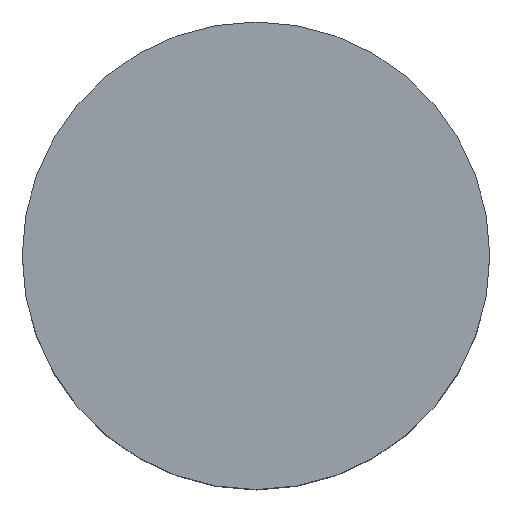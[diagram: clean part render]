
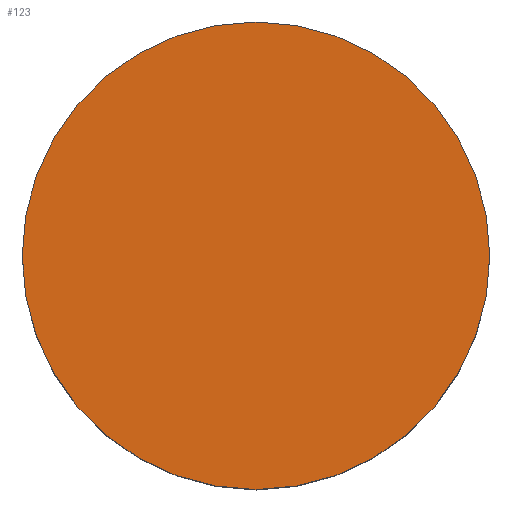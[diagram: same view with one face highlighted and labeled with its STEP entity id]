
A CAD part, top view. The second image highlights one B-rep face of the part: STEP entity #123.
In plain terms, the highlighted planar face has unit normal (0, 0, 1).
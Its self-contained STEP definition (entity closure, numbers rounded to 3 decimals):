
#5 = VERTEX_POINT ( 'NONE', #127 ) ;
#10 = EDGE_CURVE ( 'NONE', #62, #5, #146, .T. ) ;
#62 = VERTEX_POINT ( 'NONE', #70 ) ;
#70 = CARTESIAN_POINT ( 'NONE',  ( 0., -34.75, 18.5 ) ) ;
#85 = DIRECTION ( 'NONE',  ( 0., 1., 0. ) ) ;
#86 = DIRECTION ( 'NONE',  ( 0., 0., -1. ) ) ;
#87 = AXIS2_PLACEMENT_3D ( 'NONE', #88, #86, #85 ) ;
#88 = CARTESIAN_POINT ( 'NONE',  ( 0., 0., 18.5 ) ) ;
#89 = PLANE ( 'NONE',  #87 ) ;
#90 = FACE_OUTER_BOUND ( 'NONE', #178, .T. ) ;
#91 = DIRECTION ( 'NONE',  ( 0., -1., 0. ) ) ;
#92 = DIRECTION ( 'NONE',  ( 0., 0., 1. ) ) ;
#93 = CARTESIAN_POINT ( 'NONE',  ( 0., 0., 18.5 ) ) ;
#94 = AXIS2_PLACEMENT_3D ( 'NONE', #93, #92, #91 ) ;
#95 = CIRCLE ( 'NONE', #94, 34.75 ) ;
#122 = EDGE_CURVE ( 'NONE', #5, #62, #95, .T. ) ;
#123 = ADVANCED_FACE ( 'NONE', ( #90 ), #89, .F. ) ;
#127 = CARTESIAN_POINT ( 'NONE',  ( 0., 34.75, 18.5 ) ) ;
#128 = ORIENTED_EDGE ( 'NONE', *, *, #10, .T. ) ;
#130 = ORIENTED_EDGE ( 'NONE', *, *, #122, .T. ) ;
#142 = DIRECTION ( 'NONE',  ( 0., -1., 0. ) ) ;
#143 = DIRECTION ( 'NONE',  ( 0., 0., 1. ) ) ;
#144 = CARTESIAN_POINT ( 'NONE',  ( 0., 0., 18.5 ) ) ;
#145 = AXIS2_PLACEMENT_3D ( 'NONE', #144, #143, #142 ) ;
#146 = CIRCLE ( 'NONE', #145, 34.75 ) ;
#178 = EDGE_LOOP ( 'NONE', ( #128, #130 ) ) ;
